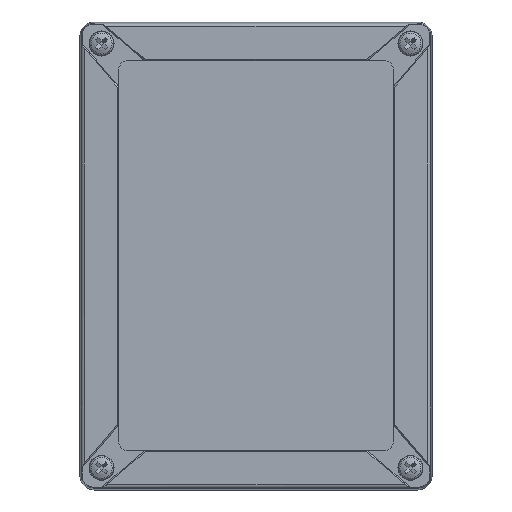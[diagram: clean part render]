
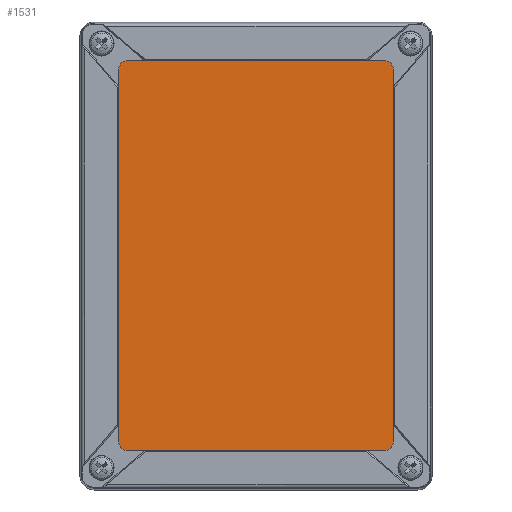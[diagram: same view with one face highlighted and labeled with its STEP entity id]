
A CAD part, top view. The second image highlights one B-rep face of the part: STEP entity #1531.
In plain terms, the highlighted planar face has unit normal (0, 0, 1).
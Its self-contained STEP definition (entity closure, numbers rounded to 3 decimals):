
#1531 = ADVANCED_FACE( '', ( #3394 ), #3395, .T. );
#3394 = FACE_OUTER_BOUND( '', #5554, .T. );
#3395 = PLANE( '', #5555 );
#5554 = EDGE_LOOP( '', ( #9937, #9938, #9939, #9940, #9941, #9942, #9943, #9944 ) );
#5555 = AXIS2_PLACEMENT_3D( '', #9945, #9946, #9947 );
#9937 = ORIENTED_EDGE( '', *, *, #13539, .T. );
#9938 = ORIENTED_EDGE( '', *, *, #13176, .T. );
#9939 = ORIENTED_EDGE( '', *, *, #13985, .T. );
#9940 = ORIENTED_EDGE( '', *, *, #13089, .T. );
#9941 = ORIENTED_EDGE( '', *, *, #14199, .T. );
#9942 = ORIENTED_EDGE( '', *, *, #14200, .T. );
#9943 = ORIENTED_EDGE( '', *, *, #14201, .T. );
#9944 = ORIENTED_EDGE( '', *, *, #14202, .T. );
#9945 = CARTESIAN_POINT( '', ( -44.5, 64.5, 29.1 ) );
#9946 = DIRECTION( '', ( 0., 0., 1. ) );
#9947 = DIRECTION( '', ( 1., 0., 0. ) );
#13089 = EDGE_CURVE( '', #15919, #15917, #15920, .T. );
#13176 = EDGE_CURVE( '', #16058, #16056, #16059, .T. );
#13539 = EDGE_CURVE( '', #16620, #16058, #16621, .T. );
#13985 = EDGE_CURVE( '', #16056, #15919, #17258, .T. );
#14199 = EDGE_CURVE( '', #15917, #17549, #17550, .T. );
#14200 = EDGE_CURVE( '', #17549, #17551, #17552, .T. );
#14201 = EDGE_CURVE( '', #17551, #17553, #17554, .T. );
#14202 = EDGE_CURVE( '', #17553, #16620, #17555, .T. );
#15917 = VERTEX_POINT( '', #19852 );
#15919 = VERTEX_POINT( '', #19855 );
#15920 = LINE( '', #19856, #19857 );
#16056 = VERTEX_POINT( '', #20083 );
#16058 = VERTEX_POINT( '', #20086 );
#16059 = LINE( '', #20087, #20088 );
#16620 = VERTEX_POINT( '', #21000 );
#16621 = CIRCLE( '', #21001, 3. );
#17258 = CIRCLE( '', #22098, 3. );
#17549 = VERTEX_POINT( '', #22581 );
#17550 = CIRCLE( '', #22582, 3. );
#17551 = VERTEX_POINT( '', #22583 );
#17552 = LINE( '', #22584, #22585 );
#17553 = VERTEX_POINT( '', #22586 );
#17554 = CIRCLE( '', #22587, 3. );
#17555 = LINE( '', #22588, #22589 );
#19852 = CARTESIAN_POINT( '', ( 44.5, -67.5, 29.1 ) );
#19855 = CARTESIAN_POINT( '', ( -44.5, -67.5, 29.1 ) );
#19856 = CARTESIAN_POINT( '', ( -44.5, -67.5, 29.1 ) );
#19857 = VECTOR( '', #24474, 1000. );
#20083 = CARTESIAN_POINT( '', ( -47.5, -64.5, 29.1 ) );
#20086 = CARTESIAN_POINT( '', ( -47.5, 64.5, 29.1 ) );
#20087 = CARTESIAN_POINT( '', ( -47.5, 64.5, 29.1 ) );
#20088 = VECTOR( '', #24570, 1000. );
#21000 = CARTESIAN_POINT( '', ( -44.5, 67.5, 29.1 ) );
#21001 = AXIS2_PLACEMENT_3D( '', #24981, #24982, #24983 );
#22098 = AXIS2_PLACEMENT_3D( '', #25476, #25477, #25478 );
#22581 = CARTESIAN_POINT( '', ( 47.5, -64.5, 29.1 ) );
#22582 = AXIS2_PLACEMENT_3D( '', #25715, #25716, #25717 );
#22583 = CARTESIAN_POINT( '', ( 47.5, 64.5, 29.1 ) );
#22584 = CARTESIAN_POINT( '', ( 47.5, -64.5, 29.1 ) );
#22585 = VECTOR( '', #25718, 1000. );
#22586 = CARTESIAN_POINT( '', ( 44.5, 67.5, 29.1 ) );
#22587 = AXIS2_PLACEMENT_3D( '', #25719, #25720, #25721 );
#22588 = CARTESIAN_POINT( '', ( 44.5, 67.5, 29.1 ) );
#22589 = VECTOR( '', #25722, 1000. );
#24474 = DIRECTION( '', ( 1., 0., 0. ) );
#24570 = DIRECTION( '', ( 0., -1., 0. ) );
#24981 = CARTESIAN_POINT( '', ( -44.5, 64.5, 29.1 ) );
#24982 = DIRECTION( '', ( 0., 0., 1. ) );
#24983 = DIRECTION( '', ( 1., 0., 0. ) );
#25476 = CARTESIAN_POINT( '', ( -44.5, -64.5, 29.1 ) );
#25477 = DIRECTION( '', ( 0., 0., 1. ) );
#25478 = DIRECTION( '', ( 1., 0., 0. ) );
#25715 = CARTESIAN_POINT( '', ( 44.5, -64.5, 29.1 ) );
#25716 = DIRECTION( '', ( 0., 0., 1. ) );
#25717 = DIRECTION( '', ( 1., 0., 0. ) );
#25718 = DIRECTION( '', ( 0., 1., 0. ) );
#25719 = CARTESIAN_POINT( '', ( 44.5, 64.5, 29.1 ) );
#25720 = DIRECTION( '', ( 0., 0., 1. ) );
#25721 = DIRECTION( '', ( 1., 0., 0. ) );
#25722 = DIRECTION( '', ( -1., 0., 0. ) );
